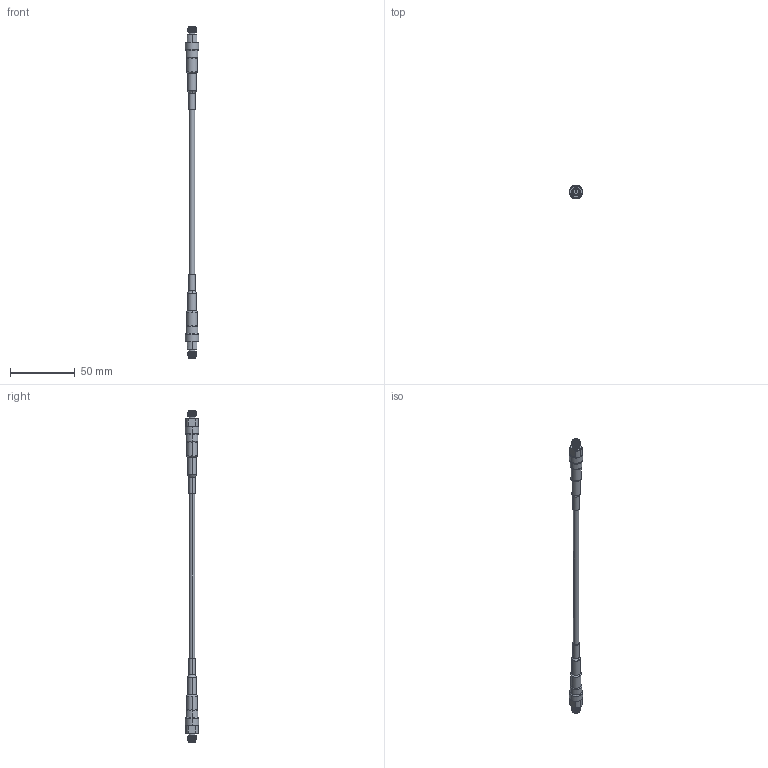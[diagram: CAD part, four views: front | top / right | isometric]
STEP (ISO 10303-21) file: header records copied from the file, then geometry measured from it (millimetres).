
FILE_DESCRIPTION (( 'STEP AP214' ), '1' );
FILE_NAME ('PE3C1638.step', '2021-11-18T19:24:55', ( '' ), ( '' ), 'SwSTEP 2.0', 'SolidWorks 2021', '' );
FILE_SCHEMA (( 'AUTOMOTIVE_DESIGN' ));
Length unit declared in the file: inch
Products named in the file (3): PE45061^PE3C1638; PE-P141^PE3C1638_PE-P141; PE3C1638
Assembly tree (3 placements, depth 2):
  PE3C1638
    PE-P141^PE3C1638_PE-P141
    PE45061^PE3C1638  x2
Bounding box: 10.29 x 10.29 x 255.58 mm (x, y, z)
Volume: 7318.5 mm3; surface area: 5124.4 mm2
Topology: 5 solids, 5 shells, 142 faces, 354 edges, 230 vertices
Faces by surface type: cylinder 72, plane 26, bspline 22, cone 18, torus 4
Entity records: 3455 total; most frequent: CARTESIAN_POINT 1633, ORIENTED_EDGE 360, DIRECTION 353, EDGE_CURVE 180, AXIS2_PLACEMENT_3D 151, VERTEX_POINT 117, CIRCLE 83, EDGE_LOOP 79
